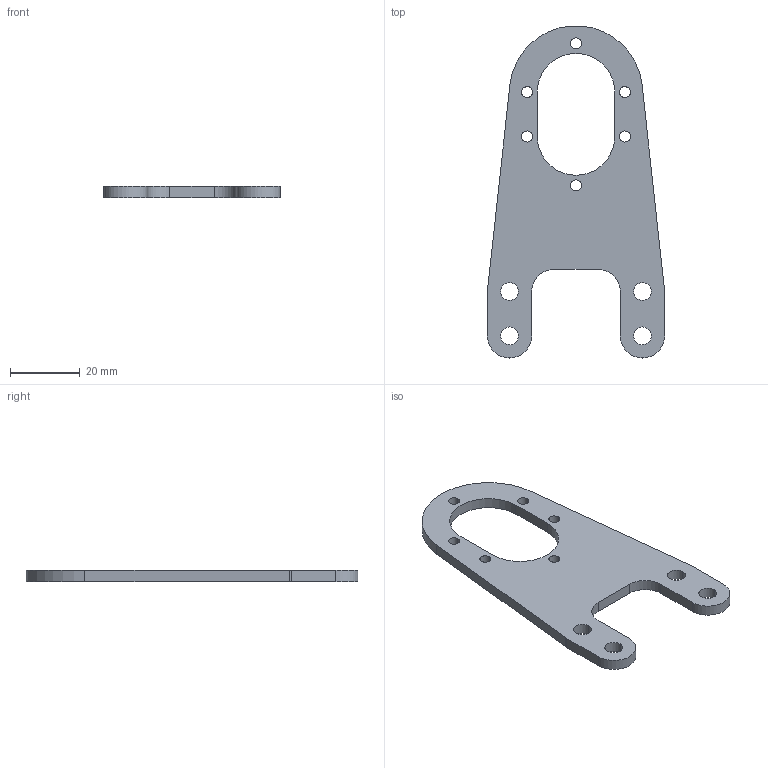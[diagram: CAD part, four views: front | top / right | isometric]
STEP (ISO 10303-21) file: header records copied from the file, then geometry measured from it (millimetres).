
FILE_DESCRIPTION (( 'STEP AP203' ), '1' );
FILE_NAME ('am-5017 RoBits 80T or 100T Motor Mount.STEP', '2023-03-17T19:17:04', ( '' ), ( '' ), 'SwSTEP 2.0', 'SolidWorks 2022', '' );
FILE_SCHEMA (( 'CONFIG_CONTROL_DESIGN' ));
Length unit declared in the file: inch
Products named in the file (1): am-5017 RoBits 80T or 100T Motor Mount
Bounding box: 50.8 x 95.18 x 3.17 mm (x, y, z)
Volume: 8334.1 mm3; surface area: 6892.6 mm2
Topology: 1 solids, 1 shells, 40 faces, 114 edges, 76 vertices
Faces by surface type: cylinder 29, plane 11
Entity records: 1459 total; most frequent: DIRECTION 254, CARTESIAN_POINT 231, ORIENTED_EDGE 228, EDGE_CURVE 114, AXIS2_PLACEMENT_3D 99, VERTEX_POINT 76, EDGE_LOOP 62, CIRCLE 58
